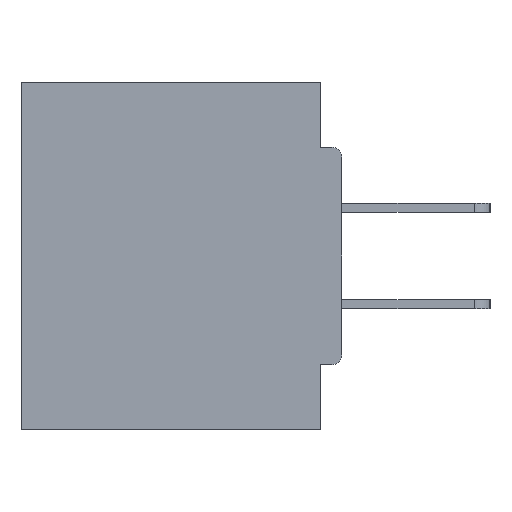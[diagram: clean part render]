
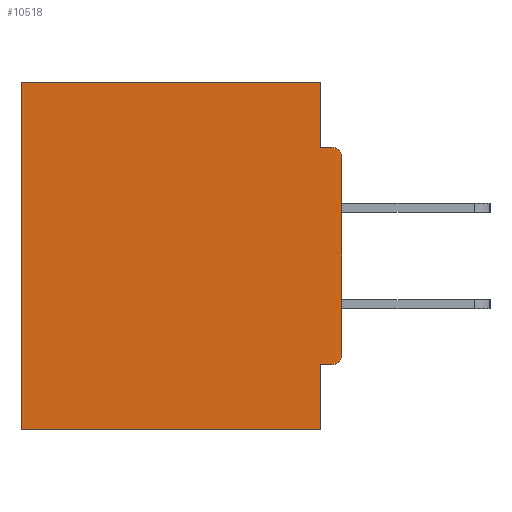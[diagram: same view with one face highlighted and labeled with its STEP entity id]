
A CAD part, left-side view. The second image highlights one B-rep face of the part: STEP entity #10518.
In plain terms, the highlighted planar face has unit normal (-1, 0, 0).
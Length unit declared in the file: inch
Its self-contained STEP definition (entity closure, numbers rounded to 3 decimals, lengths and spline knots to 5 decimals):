
#473 = ORIENTED_EDGE ( 'NONE', *, *, #34876, .F. ) ;
#1069 = CARTESIAN_POINT ( 'NONE',  ( 0.298, 0.031, -0.0935 ) ) ;
#1929 = EDGE_CURVE ( 'NONE', #2936, #11856, #33905, .T. ) ;
#2236 = DIRECTION ( 'NONE',  ( 0., -1., 0. ) ) ;
#2831 = DIRECTION ( 'NONE',  ( 0., 0., -1. ) ) ;
#2936 = VERTEX_POINT ( 'NONE', #36328 ) ;
#3093 = PLANE ( 'NONE',  #27213 ) ;
#3718 = VERTEX_POINT ( 'NONE', #11133 ) ;
#4575 = DIRECTION ( 'NONE',  ( 0., 0., -1. ) ) ;
#5430 = EDGE_CURVE ( 'NONE', #24475, #35315, #32174, .T. ) ;
#5870 = CARTESIAN_POINT ( 'NONE',  ( 0.298, 0.031, -0.5 ) ) ;
#7116 = CARTESIAN_POINT ( 'NONE',  ( 0.298, 0.031, 0. ) ) ;
#8065 = ORIENTED_EDGE ( 'NONE', *, *, #14208, .T. ) ;
#8449 = DIRECTION ( 'NONE',  ( 0., 0., -1. ) ) ;
#9564 = DIRECTION ( 'NONE',  ( 0., 0., -1. ) ) ;
#9791 = CIRCLE ( 'NONE', #24909, 0.015 ) ;
#10070 = VECTOR ( 'NONE', #30885, 39.37008 ) ;
#10518 = ADVANCED_FACE ( 'NONE', ( #20525 ), #3093, .F. ) ;
#10738 = VERTEX_POINT ( 'NONE', #1069 ) ;
#11133 = CARTESIAN_POINT ( 'NONE',  ( 0.298, 0.015, -0.4065 ) ) ;
#11856 = VERTEX_POINT ( 'NONE', #15577 ) ;
#14208 = EDGE_CURVE ( 'NONE', #3718, #26288, #9791, .T. ) ;
#14592 = CARTESIAN_POINT ( 'NONE',  ( 0.298, 0.015, -0.0935 ) ) ;
#15265 = VECTOR ( 'NONE', #19449, 39.37008 ) ;
#15577 = CARTESIAN_POINT ( 'NONE',  ( 0.298, 0.46, -0.5 ) ) ;
#15618 = CARTESIAN_POINT ( 'NONE',  ( 0.298, 0.031, -0.5 ) ) ;
#16832 = LINE ( 'NONE', #24293, #31404 ) ;
#17189 = VERTEX_POINT ( 'NONE', #34548 ) ;
#17366 = CARTESIAN_POINT ( 'NONE',  ( 0.298, 0.015, -0.1085 ) ) ;
#19449 = DIRECTION ( 'NONE',  ( 0., 0., -1. ) ) ;
#20013 = DIRECTION ( 'NONE',  ( 0., 0., -1. ) ) ;
#20367 = CARTESIAN_POINT ( 'NONE',  ( 0.298, 0.031, -0.4065 ) ) ;
#20525 = FACE_OUTER_BOUND ( 'NONE', #26485, .T. ) ;
#20768 = VECTOR ( 'NONE', #28089, 39.37008 ) ;
#21067 = VERTEX_POINT ( 'NONE', #7116 ) ;
#21462 = EDGE_CURVE ( 'NONE', #21067, #10738, #34103, .T. ) ;
#21491 = DIRECTION ( 'NONE',  ( 1., 0., 0. ) ) ;
#21495 = CARTESIAN_POINT ( 'NONE',  ( 0.298, 0., 0. ) ) ;
#21624 = CARTESIAN_POINT ( 'NONE',  ( 0.298, 0.46, 0. ) ) ;
#22215 = ORIENTED_EDGE ( 'NONE', *, *, #1929, .T. ) ;
#22220 = CIRCLE ( 'NONE', #38084, 0.015 ) ;
#23225 = DIRECTION ( 'NONE',  ( -1., 0., 0. ) ) ;
#24293 = CARTESIAN_POINT ( 'NONE',  ( 0.298, 0., -0.5 ) ) ;
#24475 = VERTEX_POINT ( 'NONE', #20367 ) ;
#24909 = AXIS2_PLACEMENT_3D ( 'NONE', #37616, #24955, #9564 ) ;
#24955 = DIRECTION ( 'NONE',  ( -1., 0., 0. ) ) ;
#25975 = ORIENTED_EDGE ( 'NONE', *, *, #27430, .T. ) ;
#26288 = VERTEX_POINT ( 'NONE', #29754 ) ;
#26485 = EDGE_LOOP ( 'NONE', ( #35073, #34556, #28316, #25975, #22215, #39653, #29160, #473, #8065, #37750 ) ) ;
#26515 = CARTESIAN_POINT ( 'NONE',  ( 0.298, 0.031, -0.5 ) ) ;
#27166 = LINE ( 'NONE', #21495, #10070 ) ;
#27213 = AXIS2_PLACEMENT_3D ( 'NONE', #28009, #21491, #2831 ) ;
#27430 = EDGE_CURVE ( 'NONE', #21067, #2936, #27166, .T. ) ;
#27584 = LINE ( 'NONE', #37327, #20768 ) ;
#28009 = CARTESIAN_POINT ( 'NONE',  ( 0.298, 0., 0. ) ) ;
#28013 = DIRECTION ( 'NONE',  ( 0., 0., -1. ) ) ;
#28089 = DIRECTION ( 'NONE',  ( 0., 1., 0. ) ) ;
#28316 = ORIENTED_EDGE ( 'NONE', *, *, #21462, .F. ) ;
#29160 = ORIENTED_EDGE ( 'NONE', *, *, #5430, .F. ) ;
#29536 = EDGE_CURVE ( 'NONE', #17189, #26288, #31345, .T. ) ;
#29619 = VECTOR ( 'NONE', #28013, 39.37008 ) ;
#29754 = CARTESIAN_POINT ( 'NONE',  ( 0.298, 0., -0.3915 ) ) ;
#30447 = DIRECTION ( 'NONE',  ( 0., 1., 0. ) ) ;
#30450 = LINE ( 'NONE', #33798, #36759 ) ;
#30885 = DIRECTION ( 'NONE',  ( 0., 1., 0. ) ) ;
#31174 = VERTEX_POINT ( 'NONE', #14592 ) ;
#31345 = LINE ( 'NONE', #35469, #15265 ) ;
#31404 = VECTOR ( 'NONE', #30447, 39.37008 ) ;
#32174 = LINE ( 'NONE', #5870, #34119 ) ;
#33798 = CARTESIAN_POINT ( 'NONE',  ( 0.298, 0., -0.0935 ) ) ;
#33905 = LINE ( 'NONE', #21624, #29619 ) ;
#34103 = LINE ( 'NONE', #26515, #38966 ) ;
#34119 = VECTOR ( 'NONE', #8449, 39.37008 ) ;
#34548 = CARTESIAN_POINT ( 'NONE',  ( 0.298, 0., -0.1085 ) ) ;
#34556 = ORIENTED_EDGE ( 'NONE', *, *, #39683, .F. ) ;
#34876 = EDGE_CURVE ( 'NONE', #3718, #24475, #27584, .T. ) ;
#35073 = ORIENTED_EDGE ( 'NONE', *, *, #39449, .T. ) ;
#35315 = VERTEX_POINT ( 'NONE', #15618 ) ;
#35469 = CARTESIAN_POINT ( 'NONE',  ( 0.298, 0., 0. ) ) ;
#36180 = EDGE_CURVE ( 'NONE', #35315, #11856, #16832, .T. ) ;
#36328 = CARTESIAN_POINT ( 'NONE',  ( 0.298, 0.46, 0. ) ) ;
#36759 = VECTOR ( 'NONE', #2236, 39.37008 ) ;
#37327 = CARTESIAN_POINT ( 'NONE',  ( 0.298, 0., -0.4065 ) ) ;
#37616 = CARTESIAN_POINT ( 'NONE',  ( 0.298, 0.015, -0.3915 ) ) ;
#37750 = ORIENTED_EDGE ( 'NONE', *, *, #29536, .F. ) ;
#38084 = AXIS2_PLACEMENT_3D ( 'NONE', #17366, #23225, #4575 ) ;
#38966 = VECTOR ( 'NONE', #20013, 39.37008 ) ;
#39449 = EDGE_CURVE ( 'NONE', #17189, #31174, #22220, .T. ) ;
#39653 = ORIENTED_EDGE ( 'NONE', *, *, #36180, .F. ) ;
#39683 = EDGE_CURVE ( 'NONE', #10738, #31174, #30450, .T. ) ;
